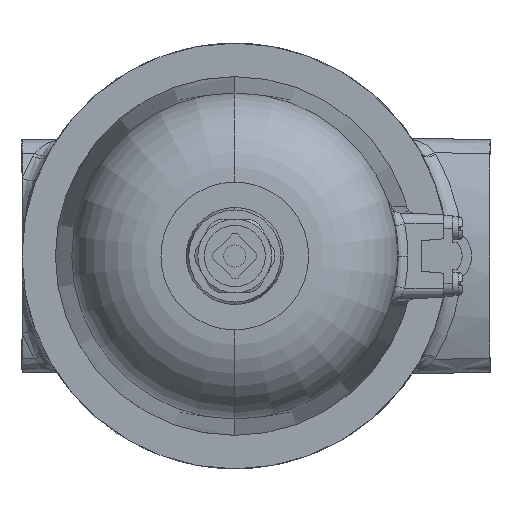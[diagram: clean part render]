
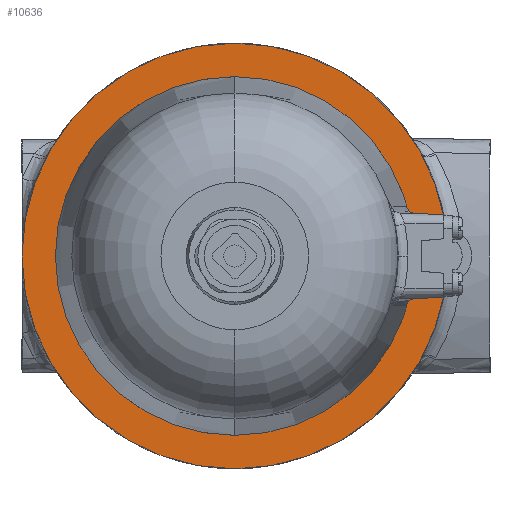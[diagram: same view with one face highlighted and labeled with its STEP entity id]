
A CAD part, front view. The second image highlights one B-rep face of the part: STEP entity #10636.
In plain terms, the highlighted planar face has unit normal (0, -1, 0).
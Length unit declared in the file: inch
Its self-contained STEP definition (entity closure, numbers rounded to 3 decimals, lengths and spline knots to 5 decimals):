
#86 = AXIS2_PLACEMENT_3D ( 'NONE', #9361, #10620, #1281 ) ;
#437 = EDGE_CURVE ( 'NONE', #3731, #4603, #8982, .T. ) ;
#553 = AXIS2_PLACEMENT_3D ( 'NONE', #5149, #11183, #2106 ) ;
#1207 = VERTEX_POINT ( 'NONE', #8745 ) ;
#1281 = DIRECTION ( 'NONE',  ( 1., 0., 0. ) ) ;
#1317 = CARTESIAN_POINT ( 'NONE',  ( 0., -2.465, 0. ) ) ;
#1899 = ORIENTED_EDGE ( 'NONE', *, *, #9576, .T. ) ;
#1937 = EDGE_LOOP ( 'NONE', ( #2061, #1899 ) ) ;
#2036 = CARTESIAN_POINT ( 'NONE',  ( 1.82087, -2.465, 0. ) ) ;
#2061 = ORIENTED_EDGE ( 'NONE', *, *, #6493, .T. ) ;
#2105 = CIRCLE ( 'NONE', #2510, 2.16 ) ;
#2106 = DIRECTION ( 'NONE',  ( 1., 0., 0. ) ) ;
#2302 = DIRECTION ( 'NONE',  ( 1., 0., 0. ) ) ;
#2510 = AXIS2_PLACEMENT_3D ( 'NONE', #1317, #5358, #2302 ) ;
#2978 = CARTESIAN_POINT ( 'NONE',  ( 0., -2.465, 0. ) ) ;
#3731 = VERTEX_POINT ( 'NONE', #5530 ) ;
#4492 = ORIENTED_EDGE ( 'NONE', *, *, #4742, .F. ) ;
#4603 = VERTEX_POINT ( 'NONE', #2036 ) ;
#4700 = CARTESIAN_POINT ( 'NONE',  ( 0., -2.465, 0. ) ) ;
#4742 = EDGE_CURVE ( 'NONE', #4603, #3731, #9223, .T. ) ;
#5149 = CARTESIAN_POINT ( 'NONE',  ( 0., -2.465, 0. ) ) ;
#5358 = DIRECTION ( 'NONE',  ( 0., -1., 0. ) ) ;
#5453 = CIRCLE ( 'NONE', #12874, 2.16 ) ;
#5530 = CARTESIAN_POINT ( 'NONE',  ( -1.82087, -2.465, 0. ) ) ;
#5943 = VERTEX_POINT ( 'NONE', #6329 ) ;
#6329 = CARTESIAN_POINT ( 'NONE',  ( 2.16, -2.465, 0. ) ) ;
#6493 = EDGE_CURVE ( 'NONE', #5943, #1207, #5453, .T. ) ;
#6553 = FACE_OUTER_BOUND ( 'NONE', #1937, .T. ) ;
#7085 = ORIENTED_EDGE ( 'NONE', *, *, #437, .F. ) ;
#7597 = EDGE_LOOP ( 'NONE', ( #4492, #7085 ) ) ;
#7609 = PLANE ( 'NONE',  #11445 ) ;
#7895 = DIRECTION ( 'NONE',  ( 0., -1., 0. ) ) ;
#8670 = DIRECTION ( 'NONE',  ( 0., 1., 0. ) ) ;
#8745 = CARTESIAN_POINT ( 'NONE',  ( -2.16, -2.465, 0. ) ) ;
#8982 = CIRCLE ( 'NONE', #86, 1.82087 ) ;
#9223 = CIRCLE ( 'NONE', #553, 1.82087 ) ;
#9361 = CARTESIAN_POINT ( 'NONE',  ( 0., -2.465, 0. ) ) ;
#9576 = EDGE_CURVE ( 'NONE', #1207, #5943, #2105, .T. ) ;
#9811 = FACE_BOUND ( 'NONE', #7597, .T. ) ;
#10620 = DIRECTION ( 'NONE',  ( 0., -1., 0. ) ) ;
#10636 = ADVANCED_FACE ( 'NONE', ( #9811, #6553 ), #7609, .F. ) ;
#11183 = DIRECTION ( 'NONE',  ( 0., -1., 0. ) ) ;
#11445 = AXIS2_PLACEMENT_3D ( 'NONE', #4700, #8670, #11656 ) ;
#11656 = DIRECTION ( 'NONE',  ( -1., 0., 0. ) ) ;
#12874 = AXIS2_PLACEMENT_3D ( 'NONE', #2978, #7895, #13067 ) ;
#13067 = DIRECTION ( 'NONE',  ( 1., 0., 0. ) ) ;
